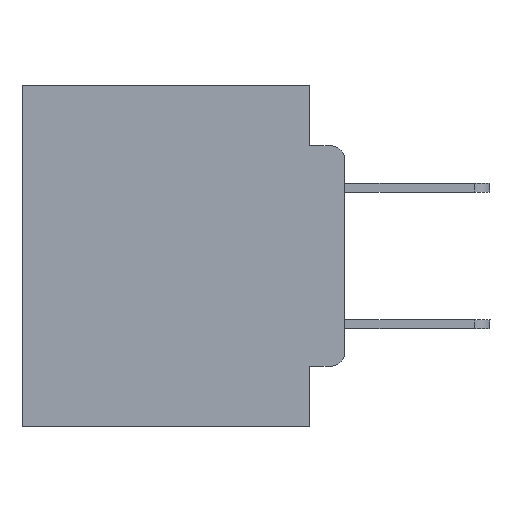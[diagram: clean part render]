
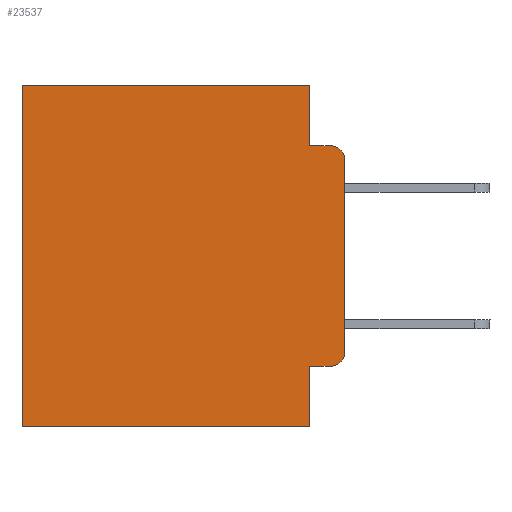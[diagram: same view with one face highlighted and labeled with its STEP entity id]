
A CAD part, left-side view. The second image highlights one B-rep face of the part: STEP entity #23537.
In plain terms, the highlighted planar face has unit normal (-1, 0, 0).
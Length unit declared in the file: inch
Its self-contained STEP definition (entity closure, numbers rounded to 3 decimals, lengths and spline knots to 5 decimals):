
#511 = EDGE_CURVE ( 'NONE', #27084, #16778, #6207, .T. ) ;
#609 = LINE ( 'NONE', #4804, #18771 ) ;
#1086 = CARTESIAN_POINT ( 'NONE',  ( 0.298, 0., -0.1085 ) ) ;
#1176 = VECTOR ( 'NONE', #2651, 39.37008 ) ;
#1484 = DIRECTION ( 'NONE',  ( 0., -1., 0. ) ) ;
#1717 = VERTEX_POINT ( 'NONE', #2742 ) ;
#1866 = VECTOR ( 'NONE', #1484, 39.37008 ) ;
#2269 = EDGE_CURVE ( 'NONE', #14811, #25335, #13261, .T. ) ;
#2651 = DIRECTION ( 'NONE',  ( 0., 0., -1. ) ) ;
#2742 = CARTESIAN_POINT ( 'NONE',  ( 0.298, 0.051, 0. ) ) ;
#3323 = VERTEX_POINT ( 'NONE', #24609 ) ;
#3502 = VERTEX_POINT ( 'NONE', #16740 ) ;
#3844 = CARTESIAN_POINT ( 'NONE',  ( 0.298, 0.02, -0.1085 ) ) ;
#4296 = EDGE_CURVE ( 'NONE', #1717, #15888, #27839, .T. ) ;
#4804 = CARTESIAN_POINT ( 'NONE',  ( 0.298, 0., 0. ) ) ;
#4822 = CARTESIAN_POINT ( 'NONE',  ( 0.298, 0.02, -0.4115 ) ) ;
#4896 = DIRECTION ( 'NONE',  ( -1., 0., 0. ) ) ;
#5549 = ORIENTED_EDGE ( 'NONE', *, *, #7162, .F. ) ;
#6207 = CIRCLE ( 'NONE', #9909, 0.02 ) ;
#6463 = DIRECTION ( 'NONE',  ( 0., 0., -1. ) ) ;
#7162 = EDGE_CURVE ( 'NONE', #1717, #26459, #13325, .T. ) ;
#7641 = CARTESIAN_POINT ( 'NONE',  ( 0.298, 0., -0.5 ) ) ;
#7884 = CARTESIAN_POINT ( 'NONE',  ( 0.298, 0.051, -0.5 ) ) ;
#7959 = DIRECTION ( 'NONE',  ( 0., 0., -1. ) ) ;
#8244 = FACE_OUTER_BOUND ( 'NONE', #26283, .T. ) ;
#8458 = EDGE_CURVE ( 'NONE', #15888, #3502, #13370, .T. ) ;
#8757 = ORIENTED_EDGE ( 'NONE', *, *, #4296, .T. ) ;
#9412 = ORIENTED_EDGE ( 'NONE', *, *, #2269, .T. ) ;
#9779 = VECTOR ( 'NONE', #18966, 39.37008 ) ;
#9909 = AXIS2_PLACEMENT_3D ( 'NONE', #13267, #4896, #26766 ) ;
#10604 = VECTOR ( 'NONE', #6463, 39.37008 ) ;
#10674 = VERTEX_POINT ( 'NONE', #7884 ) ;
#10943 = CARTESIAN_POINT ( 'NONE',  ( 0.298, 0.02, -0.0885 ) ) ;
#11328 = EDGE_CURVE ( 'NONE', #26459, #25335, #14900, .T. ) ;
#12636 = DIRECTION ( 'NONE',  ( -1., 0., 0. ) ) ;
#13199 = DIRECTION ( 'NONE',  ( 0., -1., 0. ) ) ;
#13261 = CIRCLE ( 'NONE', #17887, 0.02 ) ;
#13267 = CARTESIAN_POINT ( 'NONE',  ( 0.298, 0.02, -0.3915 ) ) ;
#13325 = LINE ( 'NONE', #15784, #1176 ) ;
#13370 = LINE ( 'NONE', #22470, #10604 ) ;
#13972 = EDGE_CURVE ( 'NONE', #3323, #27084, #21792, .T. ) ;
#14811 = VERTEX_POINT ( 'NONE', #1086 ) ;
#14900 = LINE ( 'NONE', #18986, #1866 ) ;
#15002 = PLANE ( 'NONE',  #26758 ) ;
#15013 = CARTESIAN_POINT ( 'NONE',  ( 0.298, 0.051, 0. ) ) ;
#15278 = DIRECTION ( 'NONE',  ( 1., 0., 0. ) ) ;
#15784 = CARTESIAN_POINT ( 'NONE',  ( 0.298, 0.051, 0. ) ) ;
#15888 = VERTEX_POINT ( 'NONE', #22111 ) ;
#16707 = VECTOR ( 'NONE', #27341, 39.37008 ) ;
#16740 = CARTESIAN_POINT ( 'NONE',  ( 0.298, 0.473, -0.5 ) ) ;
#16778 = VERTEX_POINT ( 'NONE', #17230 ) ;
#17230 = CARTESIAN_POINT ( 'NONE',  ( 0.298, 0., -0.3915 ) ) ;
#17887 = AXIS2_PLACEMENT_3D ( 'NONE', #3844, #12636, #21506 ) ;
#18549 = DIRECTION ( 'NONE',  ( 0., 0., -1. ) ) ;
#18637 = LINE ( 'NONE', #7641, #16707 ) ;
#18771 = VECTOR ( 'NONE', #18549, 39.37008 ) ;
#18966 = DIRECTION ( 'NONE',  ( 0., 1., 0. ) ) ;
#18986 = CARTESIAN_POINT ( 'NONE',  ( 0.298, 0.051, -0.0885 ) ) ;
#19108 = ORIENTED_EDGE ( 'NONE', *, *, #511, .T. ) ;
#19377 = CARTESIAN_POINT ( 'NONE',  ( 0.298, 0., 0. ) ) ;
#19630 = EDGE_CURVE ( 'NONE', #14811, #16778, #609, .T. ) ;
#19741 = ORIENTED_EDGE ( 'NONE', *, *, #8458, .T. ) ;
#20866 = CARTESIAN_POINT ( 'NONE',  ( 0.298, 0., 0. ) ) ;
#21506 = DIRECTION ( 'NONE',  ( 0., 0., -1. ) ) ;
#21792 = LINE ( 'NONE', #23971, #23446 ) ;
#22111 = CARTESIAN_POINT ( 'NONE',  ( 0.298, 0.473, 0. ) ) ;
#22470 = CARTESIAN_POINT ( 'NONE',  ( 0.298, 0.473, 0. ) ) ;
#22741 = VECTOR ( 'NONE', #7959, 39.37008 ) ;
#23393 = ORIENTED_EDGE ( 'NONE', *, *, #19630, .F. ) ;
#23446 = VECTOR ( 'NONE', #13199, 39.37008 ) ;
#23537 = ADVANCED_FACE ( 'NONE', ( #8244 ), #15002, .F. ) ;
#23565 = ORIENTED_EDGE ( 'NONE', *, *, #26898, .F. ) ;
#23572 = ORIENTED_EDGE ( 'NONE', *, *, #13972, .T. ) ;
#23971 = CARTESIAN_POINT ( 'NONE',  ( 0.298, 0.051, -0.4115 ) ) ;
#23987 = ORIENTED_EDGE ( 'NONE', *, *, #26591, .F. ) ;
#24154 = DIRECTION ( 'NONE',  ( 0., 0., -1. ) ) ;
#24609 = CARTESIAN_POINT ( 'NONE',  ( 0.298, 0.051, -0.4115 ) ) ;
#25335 = VERTEX_POINT ( 'NONE', #10943 ) ;
#25410 = ORIENTED_EDGE ( 'NONE', *, *, #11328, .F. ) ;
#26283 = EDGE_LOOP ( 'NONE', ( #23393, #9412, #25410, #5549, #8757, #19741, #23565, #23987, #23572, #19108 ) ) ;
#26459 = VERTEX_POINT ( 'NONE', #27529 ) ;
#26591 = EDGE_CURVE ( 'NONE', #3323, #10674, #27825, .T. ) ;
#26758 = AXIS2_PLACEMENT_3D ( 'NONE', #19377, #15278, #24154 ) ;
#26766 = DIRECTION ( 'NONE',  ( 0., 0., -1. ) ) ;
#26898 = EDGE_CURVE ( 'NONE', #10674, #3502, #18637, .T. ) ;
#27084 = VERTEX_POINT ( 'NONE', #4822 ) ;
#27341 = DIRECTION ( 'NONE',  ( 0., 1., 0. ) ) ;
#27529 = CARTESIAN_POINT ( 'NONE',  ( 0.298, 0.051, -0.0885 ) ) ;
#27825 = LINE ( 'NONE', #15013, #22741 ) ;
#27839 = LINE ( 'NONE', #20866, #9779 ) ;
